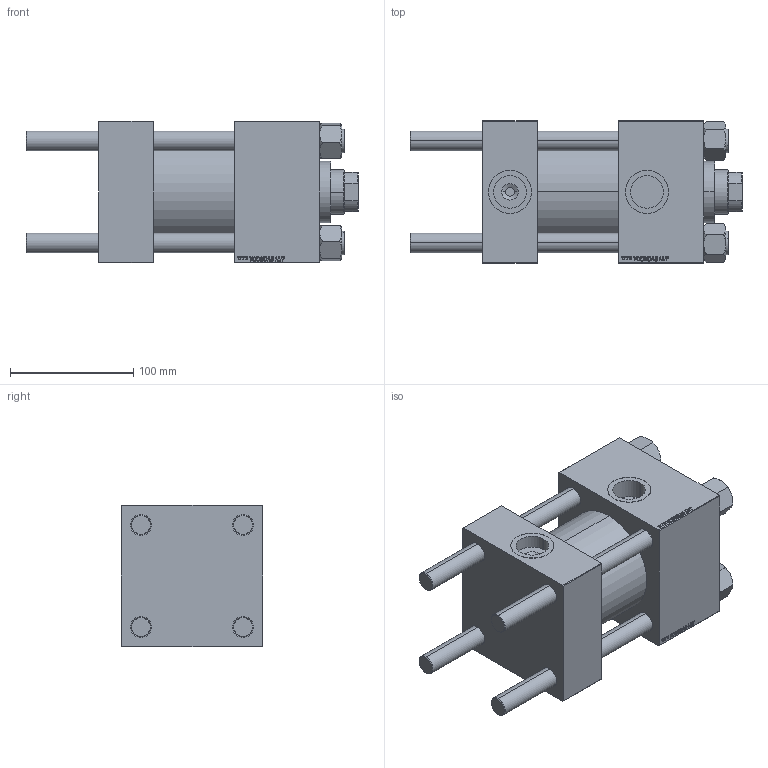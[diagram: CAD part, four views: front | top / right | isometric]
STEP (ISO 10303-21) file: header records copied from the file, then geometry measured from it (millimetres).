
FILE_DESCRIPTION (( 'STEP AP203' ), '1' );
FILE_NAME ('e6e9.STEP', '2022-10-03T16:26:46', ( '' ), ( '' ), 'SwSTEP 2.0', 'SolidWorks 2019', '' );
FILE_SCHEMA (( 'CONFIG_CONTROL_DESIGN' ));
Length unit declared in the file: millimetre
Products named in the file (6): V215_VC_A 1320837d5a6a9f8743a4e295052cb435; V215CR_BODY_A 1320837d5a6a9f8743a4e295052cb435; V215CR_VCP 1320837d5a6a9f8743a4e295052cb435; NUT_M5 1320837d5a6a9f8743a4e295052cb435; CR025_012_A_0_G_A_G_M_020_+#_##_TYCINKA 1320837d5a6a9f8743a4e295052cb435; e6e9
Assembly tree (11 placements, depth 2):
  e6e9
    V215CR_BODY_A 1320837d5a6a9f8743a4e295052cb435
    CR025_012_A_0_G_A_G_M_020_+#_##_TYCINKA 1320837d5a6a9f8743a4e295052cb435  x4
    NUT_M5 1320837d5a6a9f8743a4e295052cb435  x4
    V215CR_VCP 1320837d5a6a9f8743a4e295052cb435
    V215_VC_A 1320837d5a6a9f8743a4e295052cb435
Bounding box: 269 x 115 x 115 mm (x, y, z)
Volume: 1865515 mm3; surface area: 294672.6 mm2
Topology: 11 solids, 11 shells, 1188 faces, 3010 edges, 1959 vertices
Faces by surface type: plane 570, bspline 392, cone 136, cylinder 82, torus 8
Entity records: 50382 total; most frequent: CARTESIAN_POINT 27078, ORIENTED_EDGE 5284, DIRECTION 3346, EDGE_CURVE 2642, VERTEX_POINT 1737, LINE 1608, VECTOR 1608, EDGE_LOOP 1163
